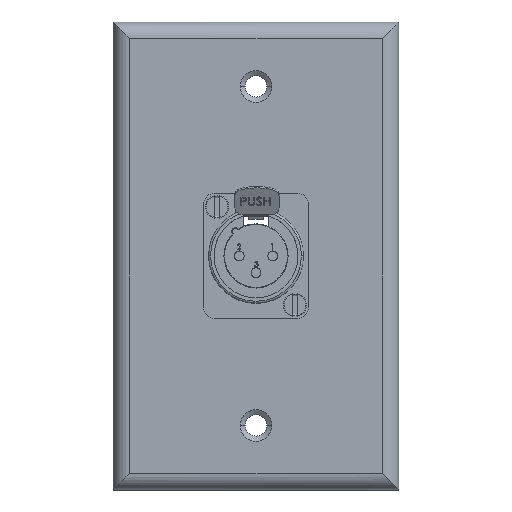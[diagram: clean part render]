
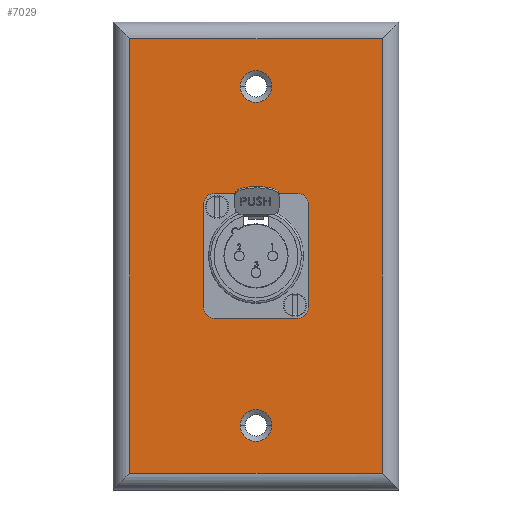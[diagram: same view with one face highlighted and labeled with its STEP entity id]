
A CAD part, top view. The second image highlights one B-rep face of the part: STEP entity #7029.
In plain terms, the highlighted planar face has unit normal (0, 0, 1).
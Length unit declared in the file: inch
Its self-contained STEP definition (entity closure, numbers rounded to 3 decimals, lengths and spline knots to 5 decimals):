
#3901 = VERTEX_POINT ( 'NONE', #8530 ) ;
#6516 = EDGE_CURVE ( 'NONE', #6778, #6690, #10962, .T. ) ;
#6538 = VERTEX_POINT ( 'NONE', #10902 ) ;
#6540 = VERTEX_POINT ( 'NONE', #10906 ) ;
#6541 = EDGE_CURVE ( 'NONE', #6540, #3901, #10901, .T. ) ;
#6542 = VERTEX_POINT ( 'NONE', #10903 ) ;
#6670 = EDGE_CURVE ( 'NONE', #6671, #6687, #9899, .T. ) ;
#6671 = VERTEX_POINT ( 'NONE', #9901 ) ;
#6681 = EDGE_CURVE ( 'NONE', #6775, #6538, #9946, .T. ) ;
#6687 = VERTEX_POINT ( 'NONE', #9938 ) ;
#6690 = VERTEX_POINT ( 'NONE', #10016 ) ;
#6775 = VERTEX_POINT ( 'NONE', #9887 ) ;
#6778 = VERTEX_POINT ( 'NONE', #9925 ) ;
#6788 = EDGE_CURVE ( 'NONE', #6789, #6542, #9804, .T. ) ;
#6789 = VERTEX_POINT ( 'NONE', #9876 ) ;
#6893 = ORIENTED_EDGE ( 'NONE', *, *, #6516, .F. ) ;
#6894 = ORIENTED_EDGE ( 'NONE', *, *, #7059, .F. ) ;
#6895 = ORIENTED_EDGE ( 'NONE', *, *, #6958, .T. ) ;
#6922 = ORIENTED_EDGE ( 'NONE', *, *, #7055, .F. ) ;
#6923 = EDGE_LOOP ( 'NONE', ( #6894, #6893 ) ) ;
#6931 = EDGE_CURVE ( 'NONE', #7016, #6933, #10116, .T. ) ;
#6933 = VERTEX_POINT ( 'NONE', #10030 ) ;
#6958 = EDGE_CURVE ( 'NONE', #6687, #6671, #10267, .T. ) ;
#6959 = ORIENTED_EDGE ( 'NONE', *, *, #6788, .T. ) ;
#6964 = EDGE_CURVE ( 'NONE', #6542, #6789, #10253, .T. ) ;
#6965 = EDGE_LOOP ( 'NONE', ( #7064, #6895 ) ) ;
#7002 = ORIENTED_EDGE ( 'NONE', *, *, #6931, .T. ) ;
#7014 = ORIENTED_EDGE ( 'NONE', *, *, #7065, .T. ) ;
#7015 = EDGE_LOOP ( 'NONE', ( #7014, #7022, #7021, #7002 ) ) ;
#7016 = VERTEX_POINT ( 'NONE', #10350 ) ;
#7017 = EDGE_CURVE ( 'NONE', #7020, #7019, #10358, .T. ) ;
#7019 = VERTEX_POINT ( 'NONE', #10346 ) ;
#7020 = VERTEX_POINT ( 'NONE', #10454 ) ;
#7021 = ORIENTED_EDGE ( 'NONE', *, *, #7023, .T. ) ;
#7022 = ORIENTED_EDGE ( 'NONE', *, *, #7017, .T. ) ;
#7023 = EDGE_CURVE ( 'NONE', #7019, #7016, #10347, .T. ) ;
#7029 = ADVANCED_FACE ( 'NONE', ( #10326, #10345, #10349, #10341, #10339, #10335 ), #10359, .F. ) ;
#7030 = ORIENTED_EDGE ( 'NONE', *, *, #6681, .F. ) ;
#7031 = ORIENTED_EDGE ( 'NONE', *, *, #7033, .F. ) ;
#7032 = EDGE_LOOP ( 'NONE', ( #6922, #7056 ) ) ;
#7033 = EDGE_CURVE ( 'NONE', #6538, #6775, #10334, .T. ) ;
#7055 = EDGE_CURVE ( 'NONE', #3901, #6540, #10423, .T. ) ;
#7056 = ORIENTED_EDGE ( 'NONE', *, *, #6541, .F. ) ;
#7057 = ORIENTED_EDGE ( 'NONE', *, *, #6964, .T. ) ;
#7059 = EDGE_CURVE ( 'NONE', #6690, #6778, #10508, .T. ) ;
#7060 = EDGE_LOOP ( 'NONE', ( #6959, #7057 ) ) ;
#7063 = EDGE_LOOP ( 'NONE', ( #7031, #7030 ) ) ;
#7064 = ORIENTED_EDGE ( 'NONE', *, *, #6670, .T. ) ;
#7065 = EDGE_CURVE ( 'NONE', #6933, #7020, #10500, .T. ) ;
#8530 = CARTESIAN_POINT ( 'NONE',  ( 1.845, 2.25, 0.2 ) ) ;
#9797 = DIRECTION ( 'NONE',  ( -1., 0., 0. ) ) ;
#9798 = DIRECTION ( 'NONE',  ( 0., 0., -1. ) ) ;
#9799 = CARTESIAN_POINT ( 'NONE',  ( 1.375, 0.62, 0.2 ) ) ;
#9800 = AXIS2_PLACEMENT_3D ( 'NONE', #9799, #9798, #9797 ) ;
#9804 = CIRCLE ( 'NONE', #9800, 0.1525 ) ;
#9807 = AXIS2_PLACEMENT_3D ( 'NONE', #9960, #9959, #9958 ) ;
#9876 = CARTESIAN_POINT ( 'NONE',  ( 1.5275, 0.62, 0.2 ) ) ;
#9887 = CARTESIAN_POINT ( 'NONE',  ( 1.679, 1.778, 0.2 ) ) ;
#9899 = CIRCLE ( 'NONE', #9807, 0.1525 ) ;
#9901 = CARTESIAN_POINT ( 'NONE',  ( 1.5275, 3.88, 0.2 ) ) ;
#9925 = CARTESIAN_POINT ( 'NONE',  ( 0.931, 2.722, 0.2 ) ) ;
#9935 = DIRECTION ( 'NONE',  ( 1., 0., 0. ) ) ;
#9936 = DIRECTION ( 'NONE',  ( 0., 0., 1. ) ) ;
#9937 = AXIS2_PLACEMENT_3D ( 'NONE', #9944, #9936, #9935 ) ;
#9938 = CARTESIAN_POINT ( 'NONE',  ( 1.2225, 3.88, 0.2 ) ) ;
#9944 = CARTESIAN_POINT ( 'NONE',  ( 1.749, 1.778, 0.2 ) ) ;
#9946 = CIRCLE ( 'NONE', #9937, 0.07 ) ;
#9958 = DIRECTION ( 'NONE',  ( -1., 0., 0. ) ) ;
#9959 = DIRECTION ( 'NONE',  ( 0., 0., -1. ) ) ;
#9960 = CARTESIAN_POINT ( 'NONE',  ( 1.375, 3.88, 0.2 ) ) ;
#10016 = CARTESIAN_POINT ( 'NONE',  ( 1.071, 2.722, 0.2 ) ) ;
#10026 = DIRECTION ( 'NONE',  ( -1., 0., 0. ) ) ;
#10027 = VECTOR ( 'NONE', #10026, 39.37008 ) ;
#10030 = CARTESIAN_POINT ( 'NONE',  ( 0.16, 4.34, 0.2 ) ) ;
#10115 = CARTESIAN_POINT ( 'NONE',  ( 0., 4.34, 0.2 ) ) ;
#10116 = LINE ( 'NONE', #10115, #10027 ) ;
#10253 = CIRCLE ( 'NONE', #10274, 0.1525 ) ;
#10256 = CARTESIAN_POINT ( 'NONE',  ( 1.375, 0.62, 0.2 ) ) ;
#10263 = DIRECTION ( 'NONE',  ( -1., 0., 0. ) ) ;
#10264 = DIRECTION ( 'NONE',  ( 0., 0., -1. ) ) ;
#10265 = CARTESIAN_POINT ( 'NONE',  ( 1.375, 3.88, 0.2 ) ) ;
#10266 = AXIS2_PLACEMENT_3D ( 'NONE', #10265, #10264, #10263 ) ;
#10267 = CIRCLE ( 'NONE', #10266, 0.1525 ) ;
#10274 = AXIS2_PLACEMENT_3D ( 'NONE', #10256, #10315, #10301 ) ;
#10301 = DIRECTION ( 'NONE',  ( -1., 0., 0. ) ) ;
#10315 = DIRECTION ( 'NONE',  ( 0., 0., -1. ) ) ;
#10326 = FACE_BOUND ( 'NONE', #7063, .T. ) ;
#10332 = AXIS2_PLACEMENT_3D ( 'NONE', #10444, #10443, #10442 ) ;
#10334 = CIRCLE ( 'NONE', #10440, 0.07 ) ;
#10335 = FACE_OUTER_BOUND ( 'NONE', #7015, .T. ) ;
#10336 = DIRECTION ( 'NONE',  ( 0., 1., 0. ) ) ;
#10337 = VECTOR ( 'NONE', #10336, 39.37008 ) ;
#10338 = CARTESIAN_POINT ( 'NONE',  ( 2.59, 4.5, 0.2 ) ) ;
#10339 = FACE_BOUND ( 'NONE', #6965, .T. ) ;
#10341 = FACE_BOUND ( 'NONE', #7060, .T. ) ;
#10343 = DIRECTION ( 'NONE',  ( 1., 0., 0. ) ) ;
#10344 = VECTOR ( 'NONE', #10343, 39.37008 ) ;
#10345 = FACE_BOUND ( 'NONE', #6923, .T. ) ;
#10346 = CARTESIAN_POINT ( 'NONE',  ( 2.59, 0.16, 0.2 ) ) ;
#10347 = LINE ( 'NONE', #10338, #10337 ) ;
#10349 = FACE_BOUND ( 'NONE', #7032, .T. ) ;
#10350 = CARTESIAN_POINT ( 'NONE',  ( 2.59, 4.34, 0.2 ) ) ;
#10357 = CARTESIAN_POINT ( 'NONE',  ( 0., 0.16, 0.2 ) ) ;
#10358 = LINE ( 'NONE', #10357, #10344 ) ;
#10359 = PLANE ( 'NONE',  #10332 ) ;
#10423 = CIRCLE ( 'NONE', #10516, 0.47 ) ;
#10437 = DIRECTION ( 'NONE',  ( 1., 0., 0. ) ) ;
#10438 = DIRECTION ( 'NONE',  ( 0., 0., 1. ) ) ;
#10439 = CARTESIAN_POINT ( 'NONE',  ( 1.749, 1.778, 0.2 ) ) ;
#10440 = AXIS2_PLACEMENT_3D ( 'NONE', #10439, #10438, #10437 ) ;
#10442 = DIRECTION ( 'NONE',  ( -1., 0., 0. ) ) ;
#10443 = DIRECTION ( 'NONE',  ( 0., 0., -1. ) ) ;
#10444 = CARTESIAN_POINT ( 'NONE',  ( 0., 4.5, 0.2 ) ) ;
#10454 = CARTESIAN_POINT ( 'NONE',  ( 0.16, 0.16, 0.2 ) ) ;
#10467 = CARTESIAN_POINT ( 'NONE',  ( 1.375, 2.25, 0.2 ) ) ;
#10497 = DIRECTION ( 'NONE',  ( 0., -1., 0. ) ) ;
#10498 = VECTOR ( 'NONE', #10497, 39.37008 ) ;
#10499 = CARTESIAN_POINT ( 'NONE',  ( 0.16, 4.5, 0.2 ) ) ;
#10500 = LINE ( 'NONE', #10499, #10498 ) ;
#10504 = DIRECTION ( 'NONE',  ( 1., 0., 0. ) ) ;
#10505 = DIRECTION ( 'NONE',  ( 0., 0., 1. ) ) ;
#10506 = CARTESIAN_POINT ( 'NONE',  ( 1.001, 2.722, 0.2 ) ) ;
#10507 = AXIS2_PLACEMENT_3D ( 'NONE', #10506, #10505, #10504 ) ;
#10508 = CIRCLE ( 'NONE', #10507, 0.07 ) ;
#10514 = DIRECTION ( 'NONE',  ( 1., 0., 0. ) ) ;
#10515 = DIRECTION ( 'NONE',  ( 0., 0., 1. ) ) ;
#10516 = AXIS2_PLACEMENT_3D ( 'NONE', #10467, #10515, #10514 ) ;
#10756 = DIRECTION ( 'NONE',  ( 1., 0., 0. ) ) ;
#10757 = DIRECTION ( 'NONE',  ( 0., 0., 1. ) ) ;
#10759 = CARTESIAN_POINT ( 'NONE',  ( 1.001, 2.722, 0.2 ) ) ;
#10896 = AXIS2_PLACEMENT_3D ( 'NONE', #10925, #10924, #10923 ) ;
#10901 = CIRCLE ( 'NONE', #10896, 0.47 ) ;
#10902 = CARTESIAN_POINT ( 'NONE',  ( 1.819, 1.778, 0.2 ) ) ;
#10903 = CARTESIAN_POINT ( 'NONE',  ( 1.2225, 0.62, 0.2 ) ) ;
#10906 = CARTESIAN_POINT ( 'NONE',  ( 0.905, 2.25, 0.2 ) ) ;
#10923 = DIRECTION ( 'NONE',  ( 1., 0., 0. ) ) ;
#10924 = DIRECTION ( 'NONE',  ( 0., 0., 1. ) ) ;
#10925 = CARTESIAN_POINT ( 'NONE',  ( 1.375, 2.25, 0.2 ) ) ;
#10962 = CIRCLE ( 'NONE', #10966, 0.07 ) ;
#10966 = AXIS2_PLACEMENT_3D ( 'NONE', #10759, #10757, #10756 ) ;
